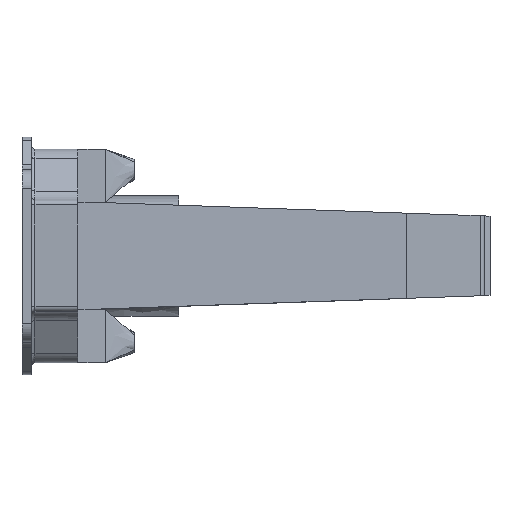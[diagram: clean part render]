
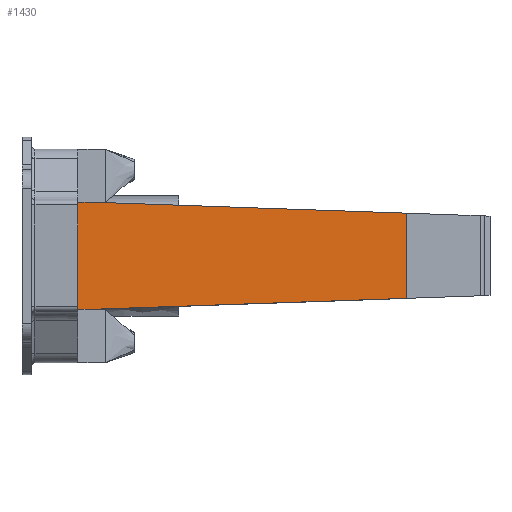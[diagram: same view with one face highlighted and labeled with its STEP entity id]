
A CAD part, top view. The second image highlights one B-rep face of the part: STEP entity #1430.
In plain terms, the highlighted free-form (B-spline) face has degree [1, 1] with [2, 2] control points.
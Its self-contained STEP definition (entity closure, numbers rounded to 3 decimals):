
#727 = VERTEX_POINT('',#728);
#728 = CARTESIAN_POINT('',(3369.146,1429.796,
    2614.588));
#733 = EDGE_CURVE('',#734,#727,#736,.T.);
#734 = VERTEX_POINT('',#735);
#735 = CARTESIAN_POINT('',(1151.149,1352.342,
    2730.829));
#736 = B_SPLINE_CURVE_WITH_KNOTS('',1,(#737,#738),.UNSPECIFIED.,.F.,.F.,
  (2,2),(-1259.958,428.741),.PIECEWISE_BEZIER_KNOTS.);
#737 = CARTESIAN_POINT('',(1151.149,1352.342,
    2730.829));
#738 = CARTESIAN_POINT('',(3369.146,1429.796,
    2614.588));
#793 = VERTEX_POINT('',#794);
#794 = CARTESIAN_POINT('',(3369.146,2033.752,
    2614.588));
#799 = EDGE_CURVE('',#793,#727,#800,.T.);
#800 = B_SPLINE_CURVE_WITH_KNOTS('',1,(#801,#802),.UNSPECIFIED.,.F.,.F.,
  (2,2),(-229.46,229.46),.PIECEWISE_BEZIER_KNOTS.);
#801 = CARTESIAN_POINT('',(3369.146,2033.752,
    2614.588));
#802 = CARTESIAN_POINT('',(3369.146,1429.796,
    2614.588));
#890 = VERTEX_POINT('',#891);
#891 = CARTESIAN_POINT('',(1151.149,2111.206,
    2730.829));
#896 = EDGE_CURVE('',#890,#793,#897,.T.);
#897 = B_SPLINE_CURVE_WITH_KNOTS('',1,(#898,#899),.UNSPECIFIED.,.F.,.F.,
  (2,2),(-1259.958,428.741),.PIECEWISE_BEZIER_KNOTS.);
#898 = CARTESIAN_POINT('',(1151.149,2111.206,
    2730.829));
#899 = CARTESIAN_POINT('',(3369.146,2033.752,
    2614.588));
#1248 = EDGE_CURVE('',#1249,#734,#1251,.T.);
#1249 = VERTEX_POINT('',#1250);
#1250 = CARTESIAN_POINT('',(1039.76,1352.342,
    2736.666));
#1251 = B_SPLINE_CURVE_WITH_KNOTS('',1,(#1252,#1253),.UNSPECIFIED.,.F.,
  .F.,(2,2),(-500.415,-415.659),.PIECEWISE_BEZIER_KNOTS.);
#1252 = CARTESIAN_POINT('',(1039.76,1352.342,
    2736.666));
#1253 = CARTESIAN_POINT('',(1151.149,1352.342,
    2730.829));
#1369 = EDGE_CURVE('',#1249,#1370,#1372,.T.);
#1370 = VERTEX_POINT('',#1371);
#1371 = CARTESIAN_POINT('',(1039.76,2111.206,
    2736.666));
#1372 = B_SPLINE_CURVE_WITH_KNOTS('',1,(#1373,#1374),.UNSPECIFIED.,.F.,
  .F.,(2,2),(-216.644,359.984),.PIECEWISE_BEZIER_KNOTS.);
#1373 = CARTESIAN_POINT('',(1039.76,1352.342,
    2736.666));
#1374 = CARTESIAN_POINT('',(1039.76,2111.206,
    2736.666));
#1402 = EDGE_CURVE('',#1370,#890,#1403,.T.);
#1403 = B_SPLINE_CURVE_WITH_KNOTS('',1,(#1404,#1405),.UNSPECIFIED.,.F.,
  .F.,(2,2),(-500.415,-415.659),.PIECEWISE_BEZIER_KNOTS.);
#1404 = CARTESIAN_POINT('',(1039.76,2111.206,
    2736.666));
#1405 = CARTESIAN_POINT('',(1151.149,2111.206,
    2730.829));
#1430 = ADVANCED_FACE('',(#1431),#1439,.T.);
#1431 = FACE_BOUND('',#1432,.T.);
#1432 = EDGE_LOOP('',(#1433,#1434,#1435,#1436,#1437,#1438));
#1433 = ORIENTED_EDGE('',*,*,#1369,.F.);
#1434 = ORIENTED_EDGE('',*,*,#1248,.T.);
#1435 = ORIENTED_EDGE('',*,*,#733,.T.);
#1436 = ORIENTED_EDGE('',*,*,#799,.F.);
#1437 = ORIENTED_EDGE('',*,*,#896,.F.);
#1438 = ORIENTED_EDGE('',*,*,#1402,.F.);
#1439 = B_SPLINE_SURFACE_WITH_KNOTS('',1,1,(
    (#1440,#1441)
    ,(#1442,#1443
    )),.UNSPECIFIED.,.F.,.F.,.F.,(2,2),(2,2),(0.,
    1772.429),(-288.314,288.314),
  .PIECEWISE_BEZIER_KNOTS.);
#1440 = CARTESIAN_POINT('',(3369.146,2111.206,
    2614.588));
#1441 = CARTESIAN_POINT('',(3369.146,1352.342,
    2614.588));
#1442 = CARTESIAN_POINT('',(1039.76,2111.206,
    2736.666));
#1443 = CARTESIAN_POINT('',(1039.76,1352.342,
    2736.666));
